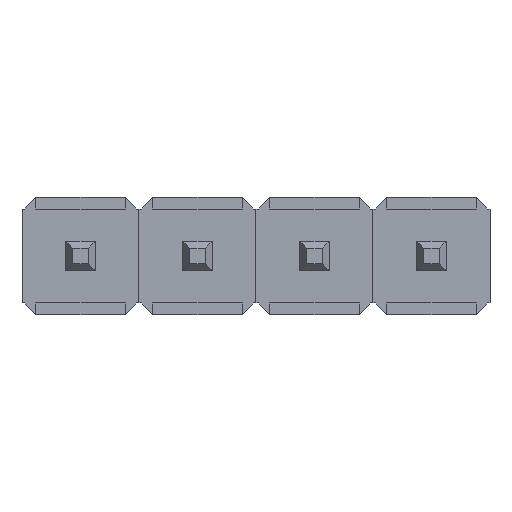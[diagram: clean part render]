
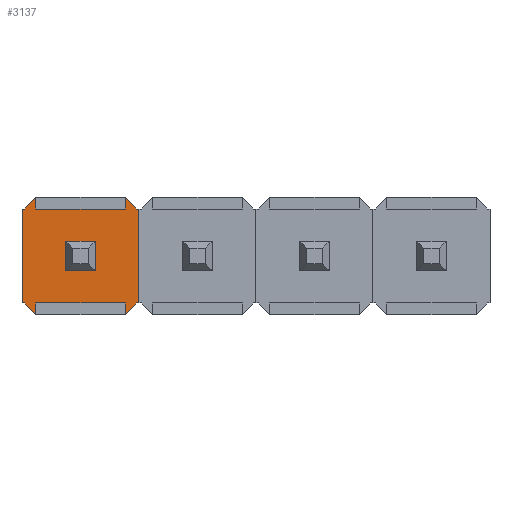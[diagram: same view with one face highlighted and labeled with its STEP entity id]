
A CAD part, front view. The second image highlights one B-rep face of the part: STEP entity #3137.
In plain terms, the highlighted planar face has unit normal (0, -1, 0).
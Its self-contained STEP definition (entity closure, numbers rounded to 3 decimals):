
#14=FACE_BOUND('',#275,.T.);
#73=FACE_OUTER_BOUND('',#274,.T.);
#274=EDGE_LOOP('',(#2169,#2170,#2171,#2172,#2173,#2174,#2175,#2176,#2177,
#2178,#2179,#2180,#2181,#2182,#2183,#2184));
#275=EDGE_LOOP('',(#2185,#2186,#2187,#2188));
#499=LINE('',#4487,#939);
#502=LINE('',#4492,#942);
#504=LINE('',#4496,#944);
#506=LINE('',#4499,#946);
#507=LINE('',#4502,#947);
#512=LINE('',#4511,#952);
#517=LINE('',#4521,#957);
#524=LINE('',#4534,#964);
#530=LINE('',#4546,#970);
#532=LINE('',#4549,#972);
#533=LINE('',#4551,#973);
#534=LINE('',#4553,#974);
#535=LINE('',#4554,#975);
#536=LINE('',#4556,#976);
#537=LINE('',#4558,#977);
#538=LINE('',#4559,#978);
#539=LINE('',#4561,#979);
#540=LINE('',#4563,#980);
#541=LINE('',#4564,#981);
#542=LINE('',#4565,#982);
#939=VECTOR('',#3624,1000.);
#942=VECTOR('',#3629,1000.);
#944=VECTOR('',#3633,1000.);
#946=VECTOR('',#3637,1000.);
#947=VECTOR('',#3640,1000.);
#952=VECTOR('',#3649,1000.);
#957=VECTOR('',#3660,1000.);
#964=VECTOR('',#3673,1000.);
#970=VECTOR('',#3687,1000.);
#972=VECTOR('',#3691,1000.);
#973=VECTOR('',#3692,1000.);
#974=VECTOR('',#3693,1000.);
#975=VECTOR('',#3694,1000.);
#976=VECTOR('',#3695,1000.);
#977=VECTOR('',#3696,1000.);
#978=VECTOR('',#3697,1000.);
#979=VECTOR('',#3698,1000.);
#980=VECTOR('',#3699,1000.);
#981=VECTOR('',#3700,1000.);
#982=VECTOR('',#3701,1000.);
#1357=VERTEX_POINT('',#4465);
#1360=VERTEX_POINT('',#4471);
#1361=VERTEX_POINT('',#4475);
#1364=VERTEX_POINT('',#4481);
#1365=VERTEX_POINT('',#4485);
#1366=VERTEX_POINT('',#4486);
#1367=VERTEX_POINT('',#4491);
#1368=VERTEX_POINT('',#4495);
#1369=VERTEX_POINT('',#4501);
#1371=VERTEX_POINT('',#4510);
#1373=VERTEX_POINT('',#4520);
#1376=VERTEX_POINT('',#4533);
#1377=VERTEX_POINT('',#4543);
#1378=VERTEX_POINT('',#4545);
#1379=VERTEX_POINT('',#4550);
#1380=VERTEX_POINT('',#4552);
#1381=VERTEX_POINT('',#4555);
#1382=VERTEX_POINT('',#4557);
#1383=VERTEX_POINT('',#4560);
#1384=VERTEX_POINT('',#4562);
#1635=EDGE_CURVE('',#1365,#1366,#499,.T.);
#1638=EDGE_CURVE('',#1366,#1367,#502,.T.);
#1640=EDGE_CURVE('',#1367,#1368,#504,.T.);
#1642=EDGE_CURVE('',#1368,#1365,#506,.T.);
#1643=EDGE_CURVE('',#1369,#1357,#507,.T.);
#1648=EDGE_CURVE('',#1360,#1371,#512,.T.);
#1653=EDGE_CURVE('',#1364,#1373,#517,.T.);
#1660=EDGE_CURVE('',#1376,#1361,#524,.T.);
#1666=EDGE_CURVE('',#1377,#1378,#530,.T.);
#1668=EDGE_CURVE('',#1377,#1360,#532,.T.);
#1669=EDGE_CURVE('',#1379,#1371,#533,.T.);
#1670=EDGE_CURVE('',#1379,#1380,#534,.T.);
#1671=EDGE_CURVE('',#1380,#1376,#535,.T.);
#1672=EDGE_CURVE('',#1361,#1381,#536,.T.);
#1673=EDGE_CURVE('',#1381,#1382,#537,.T.);
#1674=EDGE_CURVE('',#1364,#1382,#538,.T.);
#1675=EDGE_CURVE('',#1383,#1373,#539,.T.);
#1676=EDGE_CURVE('',#1384,#1383,#540,.T.);
#1677=EDGE_CURVE('',#1384,#1369,#541,.T.);
#1678=EDGE_CURVE('',#1378,#1357,#542,.T.);
#2169=ORIENTED_EDGE('',*,*,#1666,.F.);
#2170=ORIENTED_EDGE('',*,*,#1668,.T.);
#2171=ORIENTED_EDGE('',*,*,#1648,.T.);
#2172=ORIENTED_EDGE('',*,*,#1669,.F.);
#2173=ORIENTED_EDGE('',*,*,#1670,.T.);
#2174=ORIENTED_EDGE('',*,*,#1671,.T.);
#2175=ORIENTED_EDGE('',*,*,#1660,.T.);
#2176=ORIENTED_EDGE('',*,*,#1672,.T.);
#2177=ORIENTED_EDGE('',*,*,#1673,.T.);
#2178=ORIENTED_EDGE('',*,*,#1674,.F.);
#2179=ORIENTED_EDGE('',*,*,#1653,.T.);
#2180=ORIENTED_EDGE('',*,*,#1675,.F.);
#2181=ORIENTED_EDGE('',*,*,#1676,.F.);
#2182=ORIENTED_EDGE('',*,*,#1677,.T.);
#2183=ORIENTED_EDGE('',*,*,#1643,.T.);
#2184=ORIENTED_EDGE('',*,*,#1678,.F.);
#2185=ORIENTED_EDGE('',*,*,#1635,.T.);
#2186=ORIENTED_EDGE('',*,*,#1638,.T.);
#2187=ORIENTED_EDGE('',*,*,#1640,.T.);
#2188=ORIENTED_EDGE('',*,*,#1642,.T.);
#2937=PLANE('',#3364);
#3137=ADVANCED_FACE('',(#73,#14),#2937,.F.);
#3364=AXIS2_PLACEMENT_3D('',#4548,#3689,#3690);
#3624=DIRECTION('',(0.,0.,1.));
#3629=DIRECTION('',(1.,0.,0.));
#3633=DIRECTION('',(0.,0.,-1.));
#3637=DIRECTION('',(-1.,0.,0.));
#3640=DIRECTION('',(-0.707,0.,0.707));
#3649=DIRECTION('',(-0.707,0.,-0.707));
#3660=DIRECTION('',(0.707,0.,0.707));
#3673=DIRECTION('',(0.707,0.,-0.707));
#3687=DIRECTION('',(1.,0.,0.));
#3689=DIRECTION('center_axis',(0.,1.,0.));
#3690=DIRECTION('ref_axis',(0.,0.,1.));
#3691=DIRECTION('',(0.,0.,1.));
#3692=DIRECTION('',(1.,0.,0.));
#3693=DIRECTION('',(0.,0.,-1.));
#3694=DIRECTION('',(1.,0.,0.));
#3695=DIRECTION('',(0.,0.,1.));
#3696=DIRECTION('',(1.,0.,0.));
#3697=DIRECTION('',(0.,0.,1.));
#3698=DIRECTION('',(-1.,0.,0.));
#3699=DIRECTION('',(0.,0.,-1.));
#3700=DIRECTION('',(-1.,0.,0.));
#3701=DIRECTION('',(0.,0.,1.));
#4465=CARTESIAN_POINT('',(0.975,0.3,1.27));
#4471=CARTESIAN_POINT('',(-0.975,0.3,1.27));
#4475=CARTESIAN_POINT('',(-0.975,0.3,-1.27));
#4481=CARTESIAN_POINT('',(0.975,0.3,-1.27));
#4485=CARTESIAN_POINT('',(-0.32,0.3,-0.32));
#4486=CARTESIAN_POINT('',(-0.32,0.3,0.32));
#4487=CARTESIAN_POINT('',(-0.32,0.3,0.32));
#4491=CARTESIAN_POINT('',(0.32,0.3,0.32));
#4492=CARTESIAN_POINT('',(0.32,0.3,0.32));
#4495=CARTESIAN_POINT('',(0.32,0.3,-0.32));
#4496=CARTESIAN_POINT('',(0.32,0.3,0.32));
#4499=CARTESIAN_POINT('',(0.32,0.3,-0.32));
#4501=CARTESIAN_POINT('',(1.225,0.3,1.02));
#4502=CARTESIAN_POINT('',(1.225,0.3,1.02));
#4510=CARTESIAN_POINT('',(-1.225,0.3,1.02));
#4511=CARTESIAN_POINT('',(-0.975,0.3,1.27));
#4520=CARTESIAN_POINT('',(1.225,0.3,-1.02));
#4521=CARTESIAN_POINT('',(0.975,0.3,-1.27));
#4533=CARTESIAN_POINT('',(-1.225,0.3,-1.02));
#4534=CARTESIAN_POINT('',(-1.225,0.3,-1.02));
#4543=CARTESIAN_POINT('',(-0.975,0.3,1.02));
#4545=CARTESIAN_POINT('',(0.975,0.3,1.02));
#4546=CARTESIAN_POINT('',(-1.225,0.3,1.02));
#4548=CARTESIAN_POINT('Origin',(-1.225,0.3,1.02));
#4549=CARTESIAN_POINT('',(-0.975,0.3,-1.27));
#4550=CARTESIAN_POINT('',(-1.27,0.3,1.02));
#4551=CARTESIAN_POINT('',(-5.39,0.3,1.02));
#4552=CARTESIAN_POINT('',(-1.27,0.3,-1.02));
#4553=CARTESIAN_POINT('',(-1.27,0.3,-1.02));
#4554=CARTESIAN_POINT('',(-5.39,0.3,-1.02));
#4555=CARTESIAN_POINT('',(-0.975,0.3,-1.02));
#4556=CARTESIAN_POINT('',(-0.975,0.3,-1.27));
#4557=CARTESIAN_POINT('',(0.975,0.3,-1.02));
#4558=CARTESIAN_POINT('',(-1.225,0.3,-1.02));
#4559=CARTESIAN_POINT('',(0.975,0.3,-1.27));
#4560=CARTESIAN_POINT('',(1.27,0.3,-1.02));
#4561=CARTESIAN_POINT('',(5.39,0.3,-1.02));
#4562=CARTESIAN_POINT('',(1.27,0.3,1.02));
#4563=CARTESIAN_POINT('',(1.27,0.3,1.02));
#4564=CARTESIAN_POINT('',(5.39,0.3,1.02));
#4565=CARTESIAN_POINT('',(0.975,0.3,-1.27));
